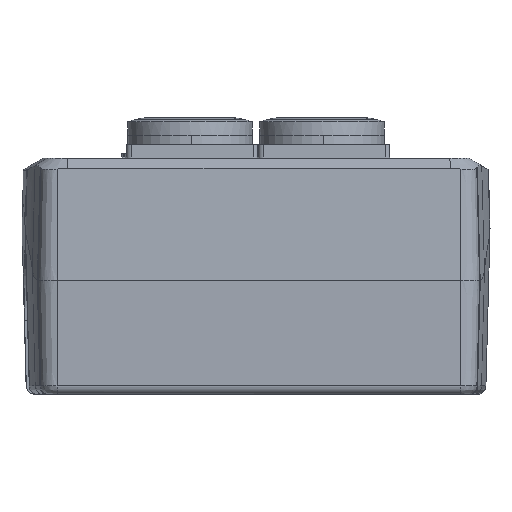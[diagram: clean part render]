
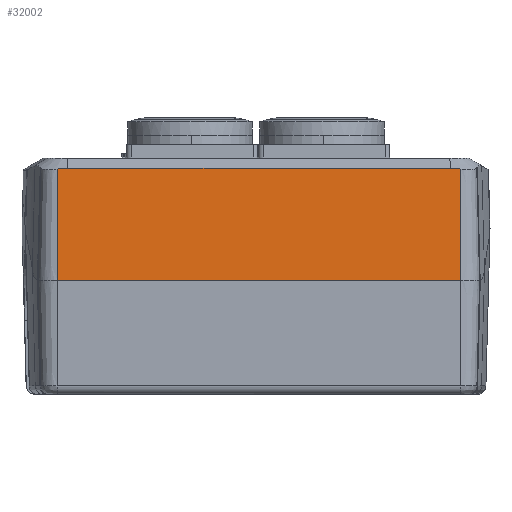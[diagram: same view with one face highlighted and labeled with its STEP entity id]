
A CAD part, left-side view. The second image highlights one B-rep face of the part: STEP entity #32002.
In plain terms, the highlighted planar face has unit normal (-0.999, -0.021, 0.026).
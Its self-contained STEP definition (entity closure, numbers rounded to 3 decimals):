
#4358=CARTESIAN_POINT('Vertex',(-33.03,-46.693,3.043)) ;
#4378=CARTESIAN_POINT('Line Origine',(-33.993,-0.712,3.043)) ;
#4382=CARTESIAN_POINT('Vertex',(-34.956,45.269,3.043)) ;
#30127=CARTESIAN_POINT('Vertex',(-32.411,-44.288,28.573)) ;
#30134=CARTESIAN_POINT('Vertex',(-34.237,42.892,28.573)) ;
#30137=CARTESIAN_POINT('Line Origine',(-33.324,-0.698,28.573)) ;
#31818=CARTESIAN_POINT('Vertex',(-34.292,45.283,28.376)) ;
#31822=CARTESIAN_POINT('Control Point',(-34.292,45.283,28.376)) ;
#31823=CARTESIAN_POINT('Control Point',(-34.271,44.442,28.512)) ;
#31824=CARTESIAN_POINT('Control Point',(-34.253,43.668,28.573)) ;
#31825=CARTESIAN_POINT('Control Point',(-34.237,42.892,28.573)) ;
#31909=CARTESIAN_POINT('Control Point',(-32.366,-46.679,28.376)) ;
#31910=CARTESIAN_POINT('Control Point',(-32.38,-45.838,28.512)) ;
#31911=CARTESIAN_POINT('Control Point',(-32.395,-45.064,28.573)) ;
#31912=CARTESIAN_POINT('Control Point',(-32.411,-44.288,28.573)) ;
#31913=CARTESIAN_POINT('Vertex',(-32.366,-46.679,28.376)) ;
#31979=CARTESIAN_POINT('Axis2P3D Location',(-34.956,45.269,3.043)) ;
#31984=CARTESIAN_POINT('Line Origine',(-34.624,45.276,15.71)) ;
#31989=CARTESIAN_POINT('Line Origine',(-32.698,-46.686,15.71)) ;
#4380=VECTOR('Line Direction',#4379,1.) ;
#30139=VECTOR('Line Direction',#30138,1.) ;
#31986=VECTOR('Line Direction',#31985,1.) ;
#31991=VECTOR('Line Direction',#31990,1.) ;
#4379=DIRECTION('Vector Direction',(-0.021,1.,0.)) ;
#30138=DIRECTION('Vector Direction',(-0.021,1.,0.)) ;
#31980=DIRECTION('Axis2P3D Direction',(-0.999,-0.021,0.026)) ;
#31981=DIRECTION('Axis2P3D XDirection',(0.026,0.001,1.)) ;
#31985=DIRECTION('Vector Direction',(-0.026,-0.001,-1.)) ;
#31990=DIRECTION('Vector Direction',(0.026,0.001,1.)) ;
#31982=AXIS2_PLACEMENT_3D('Plane Axis2P3D',#31979,#31980,#31981) ;
#4381=LINE('Line',#4378,#4380) ;
#30140=LINE('Line',#30137,#30139) ;
#31987=LINE('Line',#31984,#31986) ;
#31992=LINE('Line',#31989,#31991) ;
#31983=PLANE('',#31982) ;
#4384=EDGE_CURVE('',#4383,#4359,#4381,.F.) ;
#30141=EDGE_CURVE('',#30128,#30135,#30140,.T.) ;
#31826=EDGE_CURVE('',#31819,#30135,#31821,.T.) ;
#31915=EDGE_CURVE('',#31914,#30128,#31908,.T.) ;
#31988=EDGE_CURVE('',#31819,#4383,#31987,.T.) ;
#31993=EDGE_CURVE('',#4359,#31914,#31992,.T.) ;
#31994=EDGE_LOOP('',(#31995,#31996,#31997,#31998,#31999,#32000)) ;
#31995=ORIENTED_EDGE('',*,*,#31915,.T.) ;
#31996=ORIENTED_EDGE('',*,*,#30141,.T.) ;
#31997=ORIENTED_EDGE('',*,*,#31826,.F.) ;
#31998=ORIENTED_EDGE('',*,*,#31988,.T.) ;
#31999=ORIENTED_EDGE('',*,*,#4384,.T.) ;
#32000=ORIENTED_EDGE('',*,*,#31993,.T.) ;
#4359=VERTEX_POINT('',#4358) ;
#4383=VERTEX_POINT('',#4382) ;
#30128=VERTEX_POINT('',#30127) ;
#30135=VERTEX_POINT('',#30134) ;
#31819=VERTEX_POINT('',#31818) ;
#31914=VERTEX_POINT('',#31913) ;
#32002=ADVANCED_FACE('XALD02',(#32001),#31983,.T.) ;
#31821=B_SPLINE_CURVE_WITH_KNOTS('',3,(#31822,#31823,#31824,#31825),.UNSPECIFIED.,.F.,.U.,(4,4),(0.,28.034),.UNSPECIFIED.) ;
#31908=B_SPLINE_CURVE_WITH_KNOTS('',3,(#31909,#31910,#31911,#31912),.UNSPECIFIED.,.F.,.U.,(4,4),(0.,28.034),.UNSPECIFIED.) ;
#32001=FACE_OUTER_BOUND('',#31994,.T.) ;
